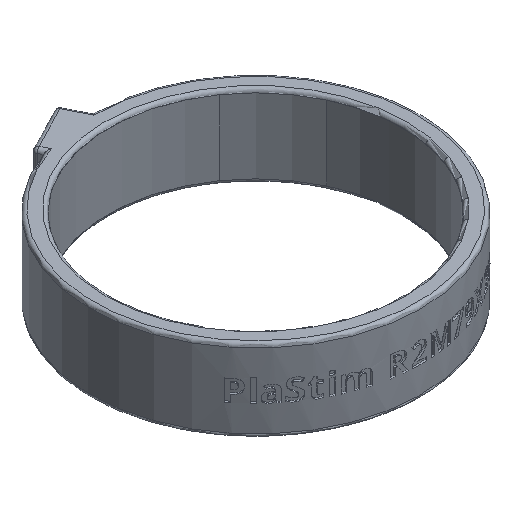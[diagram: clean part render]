
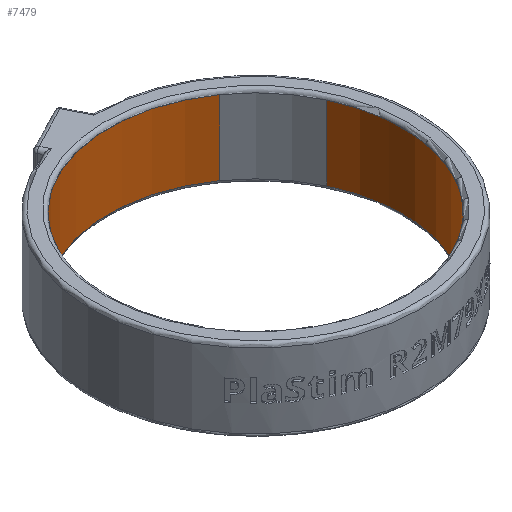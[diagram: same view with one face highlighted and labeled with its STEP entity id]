
A CAD part, isometric view. The second image highlights one B-rep face of the part: STEP entity #7479.
In plain terms, the highlighted cylindrical face has radius 39.5 mm (diameter 79 mm), a partial arc.
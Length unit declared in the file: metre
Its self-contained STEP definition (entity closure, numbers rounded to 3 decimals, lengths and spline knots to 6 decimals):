
#727=CYLINDRICAL_SURFACE('',#7951,0.0395);
#814=CIRCLE('',#7946,0.0395);
#817=CIRCLE('',#7950,0.0395);
#988=ORIENTED_EDGE('',*,*,#3357,.T.);
#989=ORIENTED_EDGE('',*,*,#3366,.T.);
#990=ORIENTED_EDGE('',*,*,#3364,.F.);
#991=ORIENTED_EDGE('',*,*,#3367,.F.);
#3357=EDGE_CURVE('',#4544,#4546,#814,.T.);
#3364=EDGE_CURVE('',#4553,#4554,#817,.T.);
#3366=EDGE_CURVE('',#4546,#4554,#5335,.T.);
#3367=EDGE_CURVE('',#4544,#4553,#5336,.T.);
#4544=VERTEX_POINT('',#9961);
#4546=VERTEX_POINT('',#9965);
#4553=VERTEX_POINT('',#9980);
#4554=VERTEX_POINT('',#9982);
#5335=LINE('',#9985,#5845);
#5336=LINE('',#9986,#5846);
#5845=VECTOR('',#8471,1.);
#5846=VECTOR('',#8472,1.);
#6349=EDGE_LOOP('',(#988,#989,#990,#991));
#6834=FACE_BOUND('',#6349,.T.);
#7479=ADVANCED_FACE('',(#6834),#727,.F.);
#7946=AXIS2_PLACEMENT_3D('',#9966,#8454,#8455);
#7950=AXIS2_PLACEMENT_3D('',#9981,#8466,#8467);
#7951=AXIS2_PLACEMENT_3D('',#9984,#8469,#8470);
#8454=DIRECTION('',(0.,0.,1.));
#8455=DIRECTION('',(1.,0.,0.));
#8466=DIRECTION('',(0.,0.,1.));
#8467=DIRECTION('',(1.,0.,0.));
#8469=DIRECTION('',(0.,0.,-1.));
#8470=DIRECTION('',(-1.,0.,0.));
#8471=DIRECTION('',(0.,0.,-1.));
#8472=DIRECTION('',(0.,0.,-1.));
#9961=CARTESIAN_POINT('',(0.022656,0.032357,0.01));
#9965=CARTESIAN_POINT('',(0.035799,0.016693,0.01));
#9966=CARTESIAN_POINT('',(0.,0.,0.01));
#9980=CARTESIAN_POINT('',(0.022656,0.032357,-0.01));
#9981=CARTESIAN_POINT('',(0.,0.,-0.01));
#9982=CARTESIAN_POINT('',(0.035799,0.016693,-0.01));
#9984=CARTESIAN_POINT('',(0.,0.,0.01));
#9985=CARTESIAN_POINT('',(0.035799,0.016693,0.01));
#9986=CARTESIAN_POINT('',(0.022656,0.032357,0.01));
